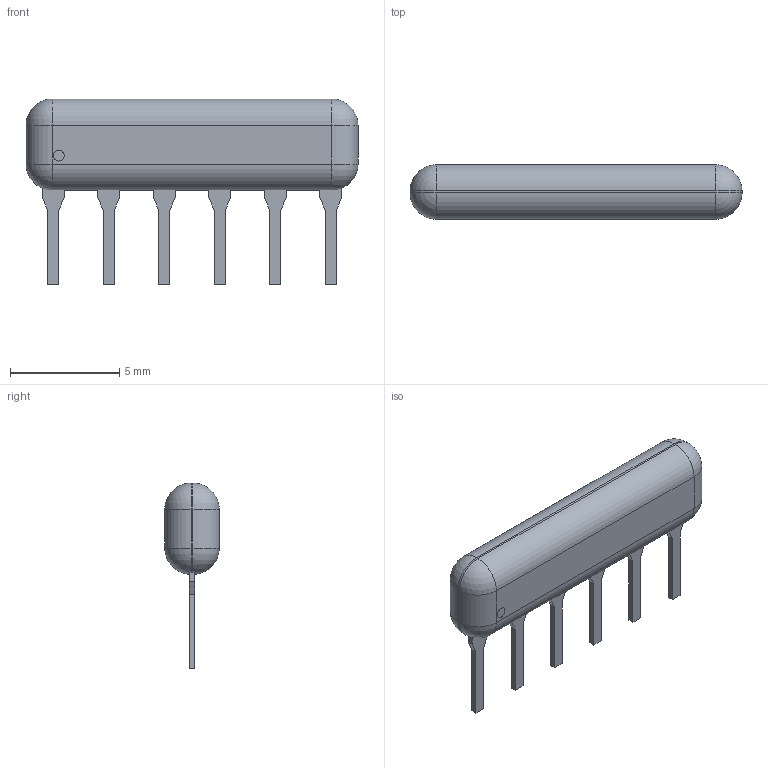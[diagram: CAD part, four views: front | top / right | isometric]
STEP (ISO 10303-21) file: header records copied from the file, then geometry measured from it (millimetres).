
FILE_DESCRIPTION(/* description */ (''),/* implementation_level */ '2;1');
FILE_NAME(/* name */ 'RN_BOURNS_4606X.stp',/* time_stamp */ '2016-12-08T17:02:38+01:00',/* author */ ('riccim'),/* organization */ (''),/* preprocessor_version */ 'ST-DEVELOPER v15.5',/* originating_system */ 'AutoCAD Mechanical',/* authorisation */ '');
FILE_SCHEMA (('AUTOMOTIVE_DESIGN { 1 0 10303 214 3 1 1 }'));
Length unit declared in the file: millimetre
Products named in the file (1): Product
Bounding box: 15.19 x 2.49 x 8.51 mm (x, y, z)
Volume: 137.8 mm3; surface area: 229.1 mm2
Topology: 8 solids, 8 shells, 91 faces, 206 edges, 124 vertices
Faces by surface type: plane 69, cylinder 14, sphere 8
Full cylindrical faces by diameter (mm): 0.5 x2
Entity records: 2457 total; most frequent: CARTESIAN_POINT 412, DIRECTION 408, ORIENTED_EDGE 392, EDGE_CURVE 196, LINE 168, VECTOR 168, VERTEX_POINT 124, AXIS2_PLACEMENT_3D 120
